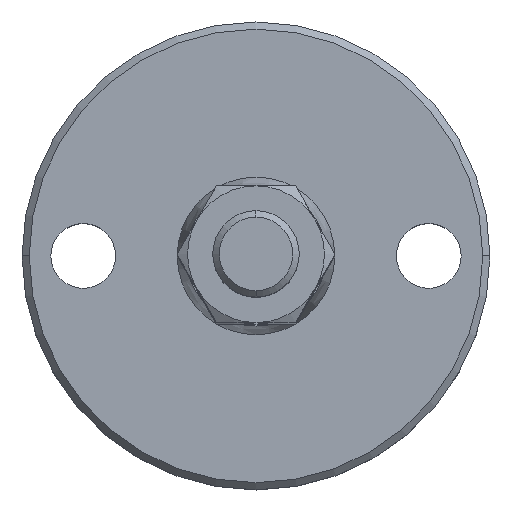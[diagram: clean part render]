
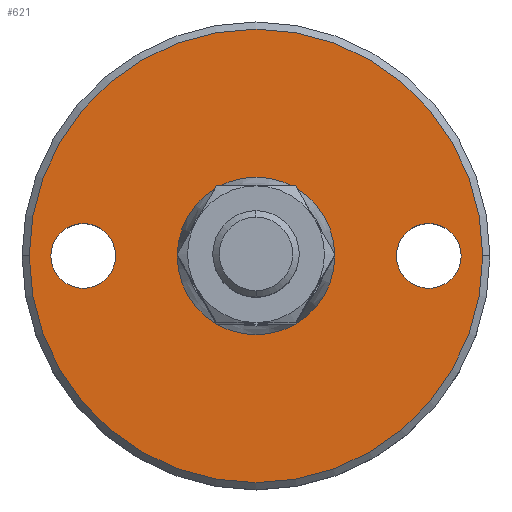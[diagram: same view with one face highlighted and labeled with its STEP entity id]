
A CAD part, top view. The second image highlights one B-rep face of the part: STEP entity #621.
In plain terms, the highlighted planar face has unit normal (0, 0, 1).
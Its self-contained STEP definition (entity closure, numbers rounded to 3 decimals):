
#367=VERTEX_POINT('',#1012);
#477=VERTEX_POINT('',#1134);
#487=EDGE_CURVE('',#747,#875,#1144,.T.);
#517=EDGE_CURVE('',#741,#477,#1178,.T.);
#589=VERTEX_POINT('',#1259);
#621=ADVANCED_FACE('',(#1300,#1301,#1302,#1303),#1304,.T.);
#665=EDGE_CURVE('',#875,#747,#1357,.T.);
#687=EDGE_CURVE('',#719,#589,#1380,.T.);
#719=VERTEX_POINT('',#1416);
#741=VERTEX_POINT('',#1440);
#747=VERTEX_POINT('',#1446);
#761=VERTEX_POINT('',#1462);
#777=EDGE_CURVE('',#477,#741,#1479,.T.);
#787=EDGE_CURVE('',#589,#719,#1490,.T.);
#791=EDGE_CURVE('',#367,#761,#1495,.T.);
#837=EDGE_CURVE('',#761,#367,#1544,.T.);
#875=VERTEX_POINT('',#1585);
#1012=CARTESIAN_POINT('',(-28.5,0.0,12.5));
#1134=CARTESIAN_POINT('',(10.95,0.,12.5));
#1144=CIRCLE('',#2082,4.5);
#1178=CIRCLE('',#2143,10.95);
#1259=CARTESIAN_POINT('',(31.5,0.,12.5));
#1300=FACE_BOUND('',#2362,.T.);
#1301=FACE_BOUND('',#2363,.T.);
#1302=FACE_BOUND('',#2364,.T.);
#1303=FACE_OUTER_BOUND('',#2365,.T.);
#1304=PLANE('',#2366);
#1357=CIRCLE('',#2437,4.5);
#1380=CIRCLE('',#2480,31.5);
#1416=CARTESIAN_POINT('',(-31.5,0.,12.5));
#1440=CARTESIAN_POINT('',(-10.95,0.,12.5));
#1446=CARTESIAN_POINT('',(28.5,0.,12.5));
#1462=CARTESIAN_POINT('',(-19.5,0.,12.5));
#1479=CIRCLE('',#2633,10.95);
#1490=CIRCLE('',#2667,31.5);
#1495=CIRCLE('',#2673,4.5);
#1544=CIRCLE('',#2744,4.5);
#1585=CARTESIAN_POINT('',(19.5,0.0,12.5));
#2082=AXIS2_PLACEMENT_3D('',#3152,#3153,#3154);
#2143=AXIS2_PLACEMENT_3D('',#3200,#3201,#3202);
#2362=EDGE_LOOP('',(#3366,#3367));
#2363=EDGE_LOOP('',(#3368,#3369));
#2364=EDGE_LOOP('',(#3370,#3371));
#2365=EDGE_LOOP('',(#3372,#3373));
#2366=AXIS2_PLACEMENT_3D('',#3374,#3375,#3376);
#2437=AXIS2_PLACEMENT_3D('',#3457,#3458,#3459);
#2480=AXIS2_PLACEMENT_3D('',#3474,#3475,#3476);
#2633=AXIS2_PLACEMENT_3D('',#3584,#3585,#3586);
#2667=AXIS2_PLACEMENT_3D('',#3598,#3599,#3600);
#2673=AXIS2_PLACEMENT_3D('',#3609,#3610,#3611);
#2744=AXIS2_PLACEMENT_3D('',#3659,#3660,#3661);
#3152=CARTESIAN_POINT('',(24.0,0.,12.5));
#3153=DIRECTION('',(0.,0.,-1.0));
#3154=DIRECTION('',(1.0,0.,0.));
#3200=CARTESIAN_POINT('',(0.,0.,12.5));
#3201=DIRECTION('',(0.,0.,1.0));
#3202=DIRECTION('',(-1.0,0.,0.));
#3366=ORIENTED_EDGE('',*,*,#665,.T.);
#3367=ORIENTED_EDGE('',*,*,#487,.T.);
#3368=ORIENTED_EDGE('',*,*,#791,.T.);
#3369=ORIENTED_EDGE('',*,*,#837,.T.);
#3370=ORIENTED_EDGE('',*,*,#517,.F.);
#3371=ORIENTED_EDGE('',*,*,#777,.F.);
#3372=ORIENTED_EDGE('',*,*,#687,.T.);
#3373=ORIENTED_EDGE('',*,*,#787,.T.);
#3374=CARTESIAN_POINT('',(-21.225,0.,12.5));
#3375=DIRECTION('',(0.,0.,1.0));
#3376=DIRECTION('',(-1.0,0.,0.0));
#3457=CARTESIAN_POINT('',(24.0,0.,12.5));
#3458=DIRECTION('',(0.,0.,-1.0));
#3459=DIRECTION('',(1.0,0.,0.));
#3474=CARTESIAN_POINT('',(0.,0.,12.5));
#3475=DIRECTION('',(0.,0.,1.0));
#3476=DIRECTION('',(-1.0,0.,0.));
#3584=CARTESIAN_POINT('',(0.,0.,12.5));
#3585=DIRECTION('',(0.,0.,1.0));
#3586=DIRECTION('',(-1.0,0.,0.));
#3598=CARTESIAN_POINT('',(0.,0.,12.5));
#3599=DIRECTION('',(0.,0.,1.0));
#3600=DIRECTION('',(-1.0,0.,0.));
#3609=CARTESIAN_POINT('',(-24.0,0.,12.5));
#3610=DIRECTION('',(0.,0.,-1.0));
#3611=DIRECTION('',(1.0,0.,0.));
#3659=CARTESIAN_POINT('',(-24.0,0.,12.5));
#3660=DIRECTION('',(0.,0.,-1.0));
#3661=DIRECTION('',(1.0,0.,0.));
